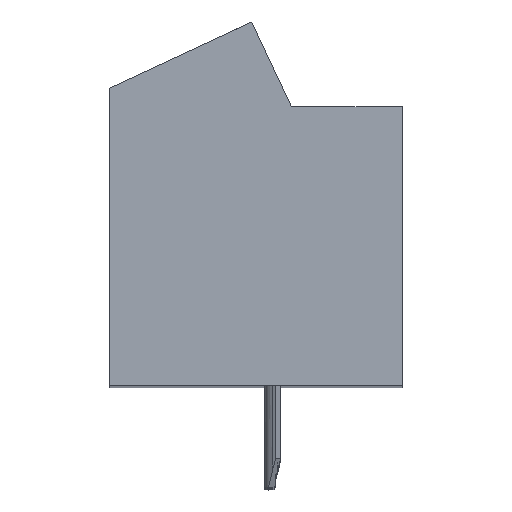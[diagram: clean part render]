
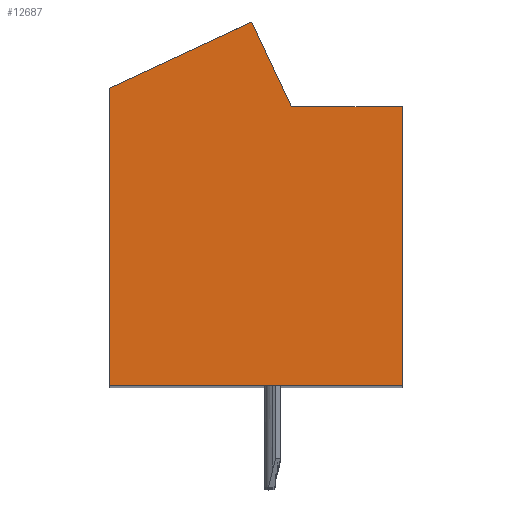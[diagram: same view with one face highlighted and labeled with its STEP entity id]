
A CAD part, top view. The second image highlights one B-rep face of the part: STEP entity #12687.
In plain terms, the highlighted planar face has unit normal (0, 0, 1).
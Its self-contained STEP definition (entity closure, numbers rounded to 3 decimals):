
#4477=DIRECTION('',(-1.,0.,0.));
#4478=VECTOR('',#4477,3.79);
#4479=CARTESIAN_POINT('',(5.002,3.3,46.75));
#4480=LINE('',#4479,#4478);
#4481=DIRECTION('',(0.,1.,0.));
#4482=VECTOR('',#4481,9.5);
#4483=CARTESIAN_POINT('',(5.002,-6.2,46.75));
#4484=LINE('',#4483,#4482);
#4485=DIRECTION('',(1.,0.,0.));
#4486=VECTOR('',#4485,10.);
#4487=CARTESIAN_POINT('',(-4.998,-6.2,46.75));
#4488=LINE('',#4487,#4486);
#4489=DIRECTION('',(0.,-1.,0.));
#4490=VECTOR('',#4489,10.135);
#4491=CARTESIAN_POINT('',(-4.998,3.935,46.75));
#4492=LINE('',#4491,#4490);
#4493=DIRECTION('',(-0.906,-0.423,0.));
#4494=VECTOR('',#4493,5.36);
#4495=CARTESIAN_POINT('',(-0.14,6.2,46.75));
#4496=LINE('',#4495,#4494);
#4497=DIRECTION('',(-0.423,0.906,0.));
#4498=VECTOR('',#4497,3.2);
#4499=CARTESIAN_POINT('',(1.212,3.3,46.75));
#4500=LINE('',#4499,#4498);
#5463=CARTESIAN_POINT('',(5.002,3.3,46.75));
#5464=CARTESIAN_POINT('',(1.212,3.3,46.75));
#5465=VERTEX_POINT('',#5463);
#5466=VERTEX_POINT('',#5464);
#5467=CARTESIAN_POINT('',(-0.14,6.2,46.75));
#5468=VERTEX_POINT('',#5467);
#5469=CARTESIAN_POINT('',(-4.998,3.935,46.75));
#5470=VERTEX_POINT('',#5469);
#5471=CARTESIAN_POINT('',(-4.998,-6.2,46.75));
#5472=VERTEX_POINT('',#5471);
#5473=CARTESIAN_POINT('',(5.002,-6.2,46.75));
#5474=VERTEX_POINT('',#5473);
#12674=CARTESIAN_POINT('',(0.,0.,46.75));
#12675=DIRECTION('',(0.,0.,1.));
#12676=DIRECTION('',(1.,0.,0.));
#12677=AXIS2_PLACEMENT_3D('',#12674,#12675,#12676);
#12678=PLANE('',#12677);
#12679=ORIENTED_EDGE('',*,*,#6992,.F.);
#12680=ORIENTED_EDGE('',*,*,#7007,.F.);
#12681=ORIENTED_EDGE('',*,*,#7021,.F.);
#12682=ORIENTED_EDGE('',*,*,#7222,.F.);
#12683=ORIENTED_EDGE('',*,*,#7441,.F.);
#12684=ORIENTED_EDGE('',*,*,#12668,.F.);
#12685=EDGE_LOOP('',(#12679,#12680,#12681,#12682,#12683,#12684));
#12686=FACE_OUTER_BOUND('',#12685,.F.);
#6992=EDGE_CURVE('',#5465,#5466,#4480,.T.);
#7007=EDGE_CURVE('',#5474,#5465,#4484,.T.);
#7021=EDGE_CURVE('',#5472,#5474,#4488,.T.);
#7222=EDGE_CURVE('',#5470,#5472,#4492,.T.);
#7441=EDGE_CURVE('',#5468,#5470,#4496,.T.);
#12668=EDGE_CURVE('',#5466,#5468,#4500,.T.);
#12687=ADVANCED_FACE('',(#12686),#12678,.T.);
